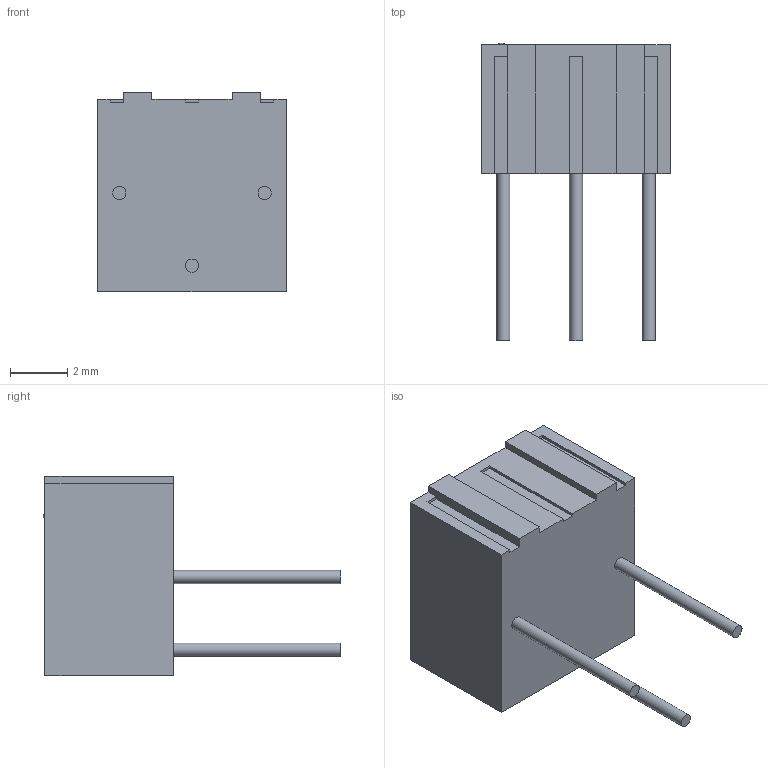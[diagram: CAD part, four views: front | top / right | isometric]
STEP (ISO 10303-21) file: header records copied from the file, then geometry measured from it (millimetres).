
FILE_DESCRIPTION(/* description */ (''),/* implementation_level */ '2;1');
FILE_NAME(/* name */ '3362 smd resistor pot v2.step',/* time_stamp */ '2024-08-27T11:09:16+05:30',/* author */ (''),/* organization */ (''),/* preprocessor_version */ 'ST-DEVELOPER v20',/* originating_system */ 'Autodesk Translation Framework v13.14.0.145',/* authorisation */ '');
FILE_SCHEMA (('AUTOMOTIVE_DESIGN { 1 0 10303 214 3 1 1 }'));
Length unit declared in the file: millimetre
Products named in the file (1): 3362 smd resistor pot
Bounding box: 6.6 x 10.4 x 6.99 mm (x, y, z)
Volume: 203.8 mm3; surface area: 254.9 mm2
Topology: 2 solids, 2 shells, 199 faces, 503 edges, 318 vertices
Faces by surface type: plane 136, cylinder 62, sphere 1
Full cylindrical faces by diameter (mm): 0.314 x2, 0.404 x2, 0.46 x3, 0.5 x1, 3.026 x1, 3.295 x1
Entity records: 5992 total; most frequent: DIRECTION 1026, CARTESIAN_POINT 1019, ORIENTED_EDGE 1002, EDGE_CURVE 501, LINE 376, VECTOR 376, AXIS2_PLACEMENT_3D 325, VERTEX_POINT 318
